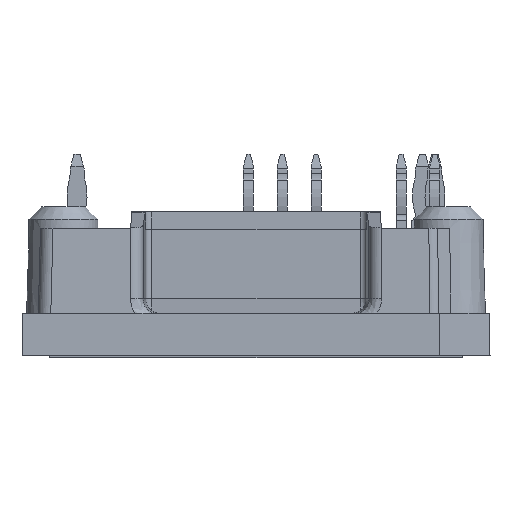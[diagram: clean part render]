
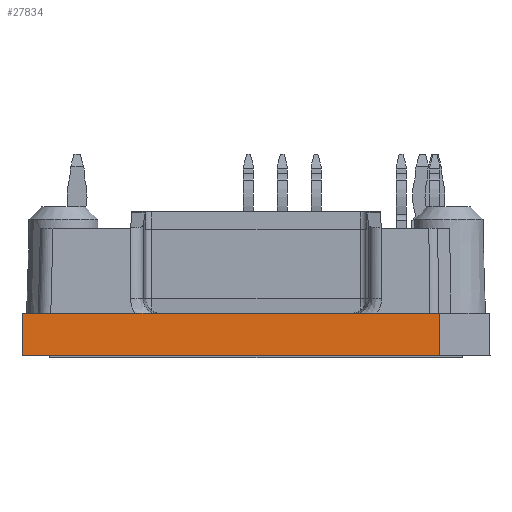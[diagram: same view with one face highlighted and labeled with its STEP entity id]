
A CAD part, left-side view. The second image highlights one B-rep face of the part: STEP entity #27834.
In plain terms, the highlighted planar face has unit normal (-1, 0, 0.018).
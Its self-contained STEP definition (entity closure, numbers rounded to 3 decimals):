
#5530=ORIENTED_EDGE('',*,*,#9312,.F.);
#5531=ORIENTED_EDGE('',*,*,#9315,.T.);
#5532=ORIENTED_EDGE('',*,*,#9316,.T.);
#5533=ORIENTED_EDGE('',*,*,#9317,.F.);
#9312=EDGE_CURVE('',#11547,#11549,#13657,.T.);
#9315=EDGE_CURVE('',#11547,#11551,#13660,.T.);
#9316=EDGE_CURVE('',#11551,#11552,#13661,.T.);
#9317=EDGE_CURVE('',#11549,#11552,#13662,.T.);
#11547=VERTEX_POINT('',#40457);
#11549=VERTEX_POINT('',#40460);
#11551=VERTEX_POINT('',#40466);
#11552=VERTEX_POINT('',#40468);
#13657=LINE('',#40459,#15849);
#13660=LINE('',#40465,#15852);
#13661=LINE('',#40467,#15853);
#13662=LINE('',#40469,#15854);
#15849=VECTOR('',#34397,1000.);
#15852=VECTOR('',#34402,1000.);
#15853=VECTOR('',#34403,1000.);
#15854=VECTOR('',#34404,1000.);
#17148=EDGE_LOOP('',(#5530,#5531,#5532,#5533));
#18352=FACE_BOUND('',#17148,.T.);
#19269=PLANE('',#29481);
#27834=ADVANCED_FACE('',(#18352),#19269,.T.);
#29481=AXIS2_PLACEMENT_3D('',#40464,#34400,#34401);
#34397=DIRECTION('',(-0.017,-0.007,-1.));
#34400=DIRECTION('',(-1.,0.,0.017));
#34401=DIRECTION('',(0.017,0.,1.));
#34402=DIRECTION('',(0.,1.,0.));
#34403=DIRECTION('',(-0.017,0.017,-1.));
#34404=DIRECTION('',(0.,1.,0.));
#40457=CARTESIAN_POINT('',(-40.941,-14.675,3.4));
#40459=CARTESIAN_POINT('',(-40.998,-14.699,0.134));
#40460=CARTESIAN_POINT('',(-41.,-14.7,0.));
#40464=CARTESIAN_POINT('',(-41.,0.,0.));
#40465=CARTESIAN_POINT('',(-40.941,0.,3.4));
#40466=CARTESIAN_POINT('',(-40.941,18.641,3.4));
#40467=CARTESIAN_POINT('',(-40.994,18.694,0.326));
#40468=CARTESIAN_POINT('',(-41.,18.7,0.));
#40469=CARTESIAN_POINT('',(-41.,0.,0.));
